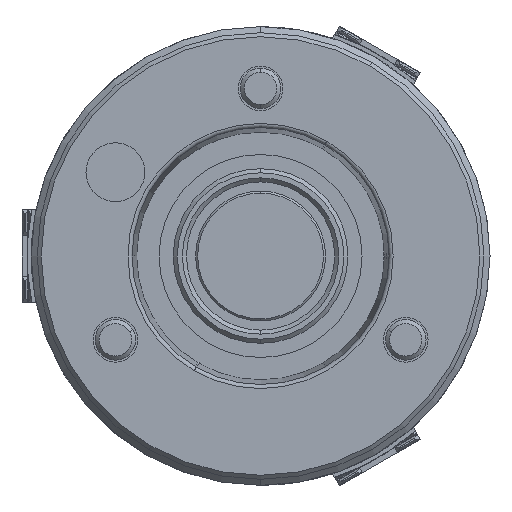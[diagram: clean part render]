
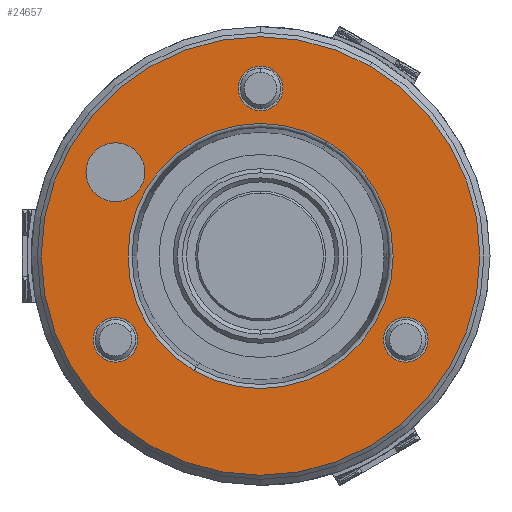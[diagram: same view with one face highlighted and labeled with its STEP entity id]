
A CAD part, left-side view. The second image highlights one B-rep face of the part: STEP entity #24657.
In plain terms, the highlighted planar face has unit normal (-1, 0, 0).
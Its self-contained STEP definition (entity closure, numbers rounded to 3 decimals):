
#143 = CARTESIAN_POINT ( 'NONE',  ( 0., -41.275, 0. ) ) ;
#502 = CARTESIAN_POINT ( 'NONE',  ( 0., 0., -54. ) ) ;
#1214 = CARTESIAN_POINT ( 'NONE',  ( 0., 20.637, -35.745 ) ) ;
#1714 = CARTESIAN_POINT ( 'NONE',  ( 0., 41.275, 0. ) ) ;
#1869 = DIRECTION ( 'NONE',  ( -1., 0., 0. ) ) ;
#1946 = EDGE_LOOP ( 'NONE', ( #3413, #11046 ) ) ;
#2155 = CARTESIAN_POINT ( 'NONE',  ( 0., 20.637, 35.745 ) ) ;
#2250 = CARTESIAN_POINT ( 'NONE',  ( 0., 0., 0. ) ) ;
#2338 = DIRECTION ( 'NONE',  ( 0., 0., -1. ) ) ;
#2596 = CARTESIAN_POINT ( 'NONE',  ( 0., 55., 0. ) ) ;
#3189 = VERTEX_POINT ( 'NONE', #9516 ) ;
#3353 = FACE_BOUND ( 'NONE', #1946, .T. ) ;
#3355 = VERTEX_POINT ( 'NONE', #5305 ) ;
#3412 = ORIENTED_EDGE ( 'NONE', *, *, #26990, .T. ) ;
#3413 = ORIENTED_EDGE ( 'NONE', *, *, #18864, .T. ) ;
#3419 = DIRECTION ( 'NONE',  ( 0., 0., -1. ) ) ;
#3715 = DIRECTION ( 'NONE',  ( 1., 0., 0. ) ) ;
#3763 = CIRCLE ( 'NONE', #25075, 5.5 ) ;
#3927 = DIRECTION ( 'NONE',  ( 0., 0., 1. ) ) ;
#4388 = DIRECTION ( 'NONE',  ( 0., 0., -1. ) ) ;
#4492 = DIRECTION ( 'NONE',  ( 0., 0., -1. ) ) ;
#4644 = VERTEX_POINT ( 'NONE', #27383 ) ;
#4706 = ORIENTED_EDGE ( 'NONE', *, *, #18084, .T. ) ;
#4933 = PLANE ( 'NONE',  #26838 ) ;
#5033 = CARTESIAN_POINT ( 'NONE',  ( 0., 41.275, 7.25 ) ) ;
#5269 = AXIS2_PLACEMENT_3D ( 'NONE', #21633, #8261, #23875 ) ;
#5305 = CARTESIAN_POINT ( 'NONE',  ( 0., 20.637, 41.245 ) ) ;
#5581 = VERTEX_POINT ( 'NONE', #19995 ) ;
#5878 = CARTESIAN_POINT ( 'NONE',  ( 0., 20.637, 35.745 ) ) ;
#6501 = AXIS2_PLACEMENT_3D ( 'NONE', #5878, #21463, #8082 ) ;
#6618 = EDGE_CURVE ( 'NONE', #8832, #3355, #19327, .T. ) ;
#6753 = AXIS2_PLACEMENT_3D ( 'NONE', #1214, #16689, #3419 ) ;
#7144 = DIRECTION ( 'NONE',  ( 1., 0., 0. ) ) ;
#7425 = EDGE_CURVE ( 'NONE', #10633, #27719, #23898, .T. ) ;
#7475 = EDGE_LOOP ( 'NONE', ( #14417, #19119 ) ) ;
#7537 = AXIS2_PLACEMENT_3D ( 'NONE', #143, #15604, #2338 ) ;
#7803 = VERTEX_POINT ( 'NONE', #26278 ) ;
#8082 = DIRECTION ( 'NONE',  ( 0., 0., -1. ) ) ;
#8261 = DIRECTION ( 'NONE',  ( -1., 0., 0. ) ) ;
#8541 = FACE_OUTER_BOUND ( 'NONE', #26522, .T. ) ;
#8765 = CIRCLE ( 'NONE', #25175, 7.25 ) ;
#8832 = VERTEX_POINT ( 'NONE', #20995 ) ;
#9516 = CARTESIAN_POINT ( 'NONE',  ( 0., 41.275, -7.25 ) ) ;
#9746 = CIRCLE ( 'NONE', #25695, 54. ) ;
#9990 = EDGE_CURVE ( 'NONE', #15887, #5581, #19793, .T. ) ;
#10164 = ORIENTED_EDGE ( 'NONE', *, *, #25725, .T. ) ;
#10490 = CARTESIAN_POINT ( 'NONE',  ( 0., 0., 0. ) ) ;
#10603 = EDGE_CURVE ( 'NONE', #7803, #21639, #3763, .T. ) ;
#10633 = VERTEX_POINT ( 'NONE', #12582 ) ;
#11046 = ORIENTED_EDGE ( 'NONE', *, *, #10603, .T. ) ;
#11258 = AXIS2_PLACEMENT_3D ( 'NONE', #1714, #17228, #3927 ) ;
#11571 = CARTESIAN_POINT ( 'NONE',  ( 0., 0., 0. ) ) ;
#11615 = VERTEX_POINT ( 'NONE', #5033 ) ;
#12216 = AXIS2_PLACEMENT_3D ( 'NONE', #2250, #17780, #4492 ) ;
#12240 = CIRCLE ( 'NONE', #11258, 7.25 ) ;
#12582 = CARTESIAN_POINT ( 'NONE',  ( 0., 0., -32.639 ) ) ;
#12725 = DIRECTION ( 'NONE',  ( 0., 0., -1. ) ) ;
#13063 = EDGE_LOOP ( 'NONE', ( #21414, #24376 ) ) ;
#13112 = DIRECTION ( 'NONE',  ( 1., 0., 0. ) ) ;
#13398 = FACE_BOUND ( 'NONE', #13063, .T. ) ;
#13579 = CIRCLE ( 'NONE', #7537, 5.5 ) ;
#13822 = DIRECTION ( 'NONE',  ( 0., 0., -1. ) ) ;
#14417 = ORIENTED_EDGE ( 'NONE', *, *, #26897, .F. ) ;
#14444 = FACE_BOUND ( 'NONE', #7475, .T. ) ;
#15054 = CIRCLE ( 'NONE', #21522, 32.639 ) ;
#15115 = CIRCLE ( 'NONE', #5269, 54. ) ;
#15125 = CARTESIAN_POINT ( 'NONE',  ( 0., 41.275, 0. ) ) ;
#15604 = DIRECTION ( 'NONE',  ( 1., 0., 0. ) ) ;
#15683 = EDGE_CURVE ( 'NONE', #22596, #4644, #15115, .T. ) ;
#15887 = VERTEX_POINT ( 'NONE', #21020 ) ;
#16668 = EDGE_CURVE ( 'NONE', #27719, #10633, #15054, .T. ) ;
#16689 = DIRECTION ( 'NONE',  ( 1., 0., 0. ) ) ;
#17002 = CARTESIAN_POINT ( 'NONE',  ( 0., -41.275, 0. ) ) ;
#17228 = DIRECTION ( 'NONE',  ( -1., 0., 0. ) ) ;
#17382 = DIRECTION ( 'NONE',  ( 0., 0., 1. ) ) ;
#17682 = DIRECTION ( 'NONE',  ( 1., 0., 0. ) ) ;
#17780 = DIRECTION ( 'NONE',  ( 1., 0., 0. ) ) ;
#18084 = EDGE_CURVE ( 'NONE', #4644, #22596, #9746, .T. ) ;
#18774 = AXIS2_PLACEMENT_3D ( 'NONE', #26574, #13112, #28837 ) ;
#18864 = EDGE_CURVE ( 'NONE', #21639, #7803, #13579, .T. ) ;
#19119 = ORIENTED_EDGE ( 'NONE', *, *, #27531, .F. ) ;
#19258 = DIRECTION ( 'NONE',  ( 0., 0., -1. ) ) ;
#19327 = CIRCLE ( 'NONE', #6501, 5.5 ) ;
#19358 = CARTESIAN_POINT ( 'NONE',  ( 0., -41.275, -5.5 ) ) ;
#19793 = CIRCLE ( 'NONE', #6753, 5.5 ) ;
#19874 = ORIENTED_EDGE ( 'NONE', *, *, #6618, .T. ) ;
#19985 = ORIENTED_EDGE ( 'NONE', *, *, #15683, .T. ) ;
#19995 = CARTESIAN_POINT ( 'NONE',  ( 0., 20.637, -41.245 ) ) ;
#20400 = FACE_BOUND ( 'NONE', #21701, .T. ) ;
#20995 = CARTESIAN_POINT ( 'NONE',  ( 0., 20.637, 30.245 ) ) ;
#21020 = CARTESIAN_POINT ( 'NONE',  ( 0., 20.637, -30.245 ) ) ;
#21414 = ORIENTED_EDGE ( 'NONE', *, *, #7425, .T. ) ;
#21463 = DIRECTION ( 'NONE',  ( 1., 0., 0. ) ) ;
#21522 = AXIS2_PLACEMENT_3D ( 'NONE', #10490, #26197, #12725 ) ;
#21633 = CARTESIAN_POINT ( 'NONE',  ( 0., 0., 0. ) ) ;
#21639 = VERTEX_POINT ( 'NONE', #19358 ) ;
#21701 = EDGE_LOOP ( 'NONE', ( #19874, #10164 ) ) ;
#22019 = EDGE_LOOP ( 'NONE', ( #3412, #25563 ) ) ;
#22110 = CIRCLE ( 'NONE', #23073, 5.5 ) ;
#22501 = CARTESIAN_POINT ( 'NONE',  ( 0., 0., 32.639 ) ) ;
#22596 = VERTEX_POINT ( 'NONE', #502 ) ;
#22749 = DIRECTION ( 'NONE',  ( 0., 0., -1. ) ) ;
#23073 = AXIS2_PLACEMENT_3D ( 'NONE', #2155, #17682, #4388 ) ;
#23875 = DIRECTION ( 'NONE',  ( 0., 0., -1. ) ) ;
#23898 = CIRCLE ( 'NONE', #12216, 32.639 ) ;
#24376 = ORIENTED_EDGE ( 'NONE', *, *, #16668, .T. ) ;
#24657 = ADVANCED_FACE ( 'NONE', ( #3353, #27111, #20400, #13398, #14444, #8541 ), #4933, .F. ) ;
#25075 = AXIS2_PLACEMENT_3D ( 'NONE', #17002, #3715, #19258 ) ;
#25175 = AXIS2_PLACEMENT_3D ( 'NONE', #15125, #1869, #17382 ) ;
#25563 = ORIENTED_EDGE ( 'NONE', *, *, #9990, .T. ) ;
#25695 = AXIS2_PLACEMENT_3D ( 'NONE', #11571, #27289, #13822 ) ;
#25725 = EDGE_CURVE ( 'NONE', #3355, #8832, #22110, .T. ) ;
#26197 = DIRECTION ( 'NONE',  ( 1., 0., 0. ) ) ;
#26278 = CARTESIAN_POINT ( 'NONE',  ( 0., -41.275, 5.5 ) ) ;
#26522 = EDGE_LOOP ( 'NONE', ( #19985, #4706 ) ) ;
#26574 = CARTESIAN_POINT ( 'NONE',  ( 0., 20.637, -35.745 ) ) ;
#26838 = AXIS2_PLACEMENT_3D ( 'NONE', #2596, #7144, #22749 ) ;
#26897 = EDGE_CURVE ( 'NONE', #11615, #3189, #12240, .T. ) ;
#26990 = EDGE_CURVE ( 'NONE', #5581, #15887, #28085, .T. ) ;
#27111 = FACE_BOUND ( 'NONE', #22019, .T. ) ;
#27289 = DIRECTION ( 'NONE',  ( -1., 0., 0. ) ) ;
#27383 = CARTESIAN_POINT ( 'NONE',  ( 0., 0., 54. ) ) ;
#27531 = EDGE_CURVE ( 'NONE', #3189, #11615, #8765, .T. ) ;
#27719 = VERTEX_POINT ( 'NONE', #22501 ) ;
#28085 = CIRCLE ( 'NONE', #18774, 5.5 ) ;
#28837 = DIRECTION ( 'NONE',  ( 0., 0., -1. ) ) ;
